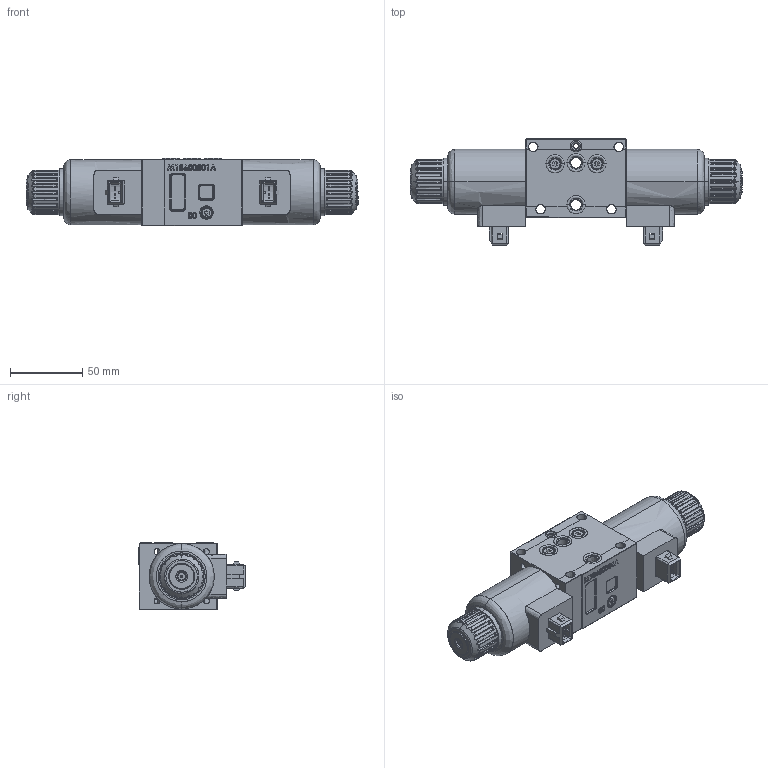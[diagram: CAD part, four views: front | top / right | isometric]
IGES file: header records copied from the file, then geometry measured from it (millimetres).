
Start section: SolidWorks IGES file using analytic representation for surfaces
Global section: file name: CD3ME--C-AJ2.igs; native system: SolidWorks 2014; preprocessor: SolidWorks 2014; author: serviziopdm; date: 160613.111905; units: millimetre
Bounding box: 229.5 x 74.13 x 46.48 mm (x, y, z)
Surface area: 59410.4 mm2 (no closed solid volume)
Topology: 0 solids, 0 shells, 775 faces, 11372 edges, 11348 vertices
Faces by surface type: bspline 419, revolution 356
